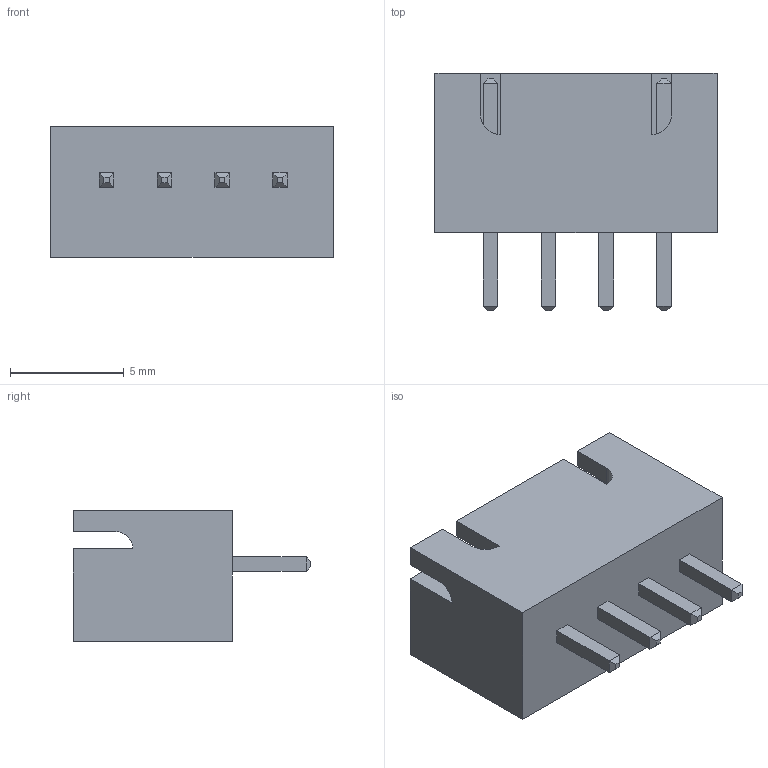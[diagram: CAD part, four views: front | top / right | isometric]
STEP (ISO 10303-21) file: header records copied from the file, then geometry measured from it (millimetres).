
FILE_DESCRIPTION (( 'STEP AP214' ), '1' );
FILE_NAME ('JST XH 4 B4B-XH-A.STEP', '2018-01-23T21:04:43', ( '' ), ( '' ), 'SwSTEP 2.0', 'SolidWorks 2017', '' );
FILE_SCHEMA (( 'AUTOMOTIVE_DESIGN' ));
Length unit declared in the file: millimetre
Products named in the file (1): JST XH 4 B4B-XH-A
Bounding box: 12.4 x 10.45 x 5.75 mm (x, y, z)
Volume: 229.8 mm3; surface area: 675.2 mm2
Topology: 1 solids, 1 shells, 98 faces, 232 edges, 144 vertices
Faces by surface type: plane 94, cylinder 4
Entity records: 3554 total; most frequent: CARTESIAN_POINT 475, ORIENTED_EDGE 464, DIRECTION 438, EDGE_CURVE 232, LINE 224, VECTOR 224, VERTEX_POINT 144, AXIS2_PLACEMENT_3D 107
